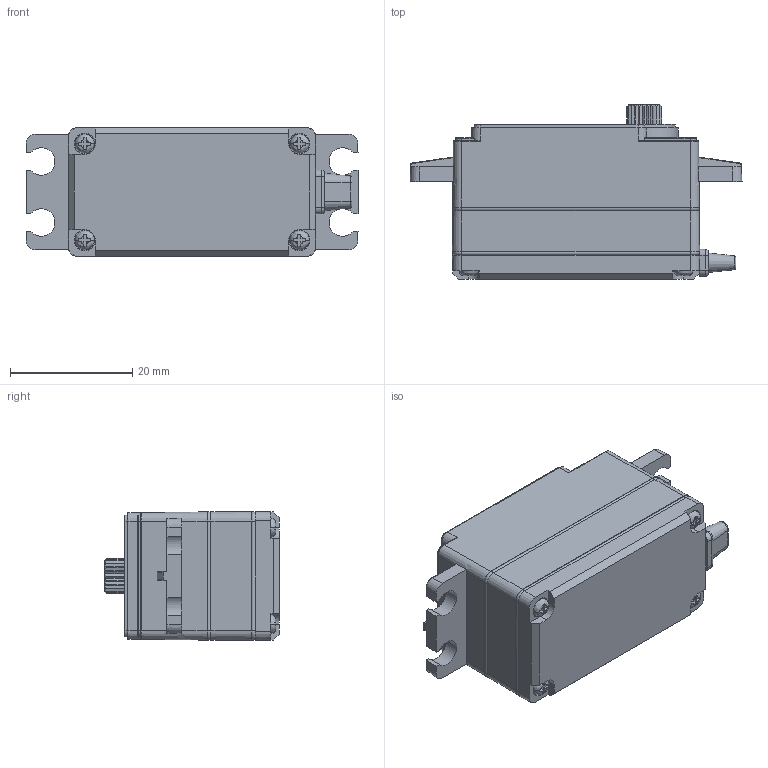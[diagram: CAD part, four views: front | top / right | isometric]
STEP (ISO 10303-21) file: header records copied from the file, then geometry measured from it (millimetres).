
FILE_DESCRIPTION((''),'2;1');
FILE_NAME('HS-7775MG_ASM','2017-08-08T',('servo-csw'),(''),'CREO PARAMETRIC BY PTC INC, 2014440','CREO PARAMETRIC BY PTC INC, 2014440','');
FILE_SCHEMA(('CONFIG_CONTROL_DESIGN'));
Length unit declared in the file: millimetre
Products named in the file (2): _HS-7775MG; HS-7775MG_ASM
Assembly tree (1 placements, depth 2):
  HS-7775MG_ASM
    _HS-7775MG
Bounding box: 54.4 x 28.6 x 21.12 mm (x, y, z)
Volume: 14356.8 mm3; surface area: 9434.3 mm2
Topology: 2 solids, 2 shells, 528 faces, 1412 edges, 908 vertices
Faces by surface type: plane 264, cylinder 114, cone 74, torus 60, bspline 14, sphere 2
Entity records: 19888 total; most frequent: CARTESIAN_POINT 3995, ORIENTED_EDGE 2824, DIRECTION 2742, EDGE_CURVE 1412, AXIS2_PLACEMENT_3D 981, VERTEX_POINT 908, VECTOR 780, LINE 780
